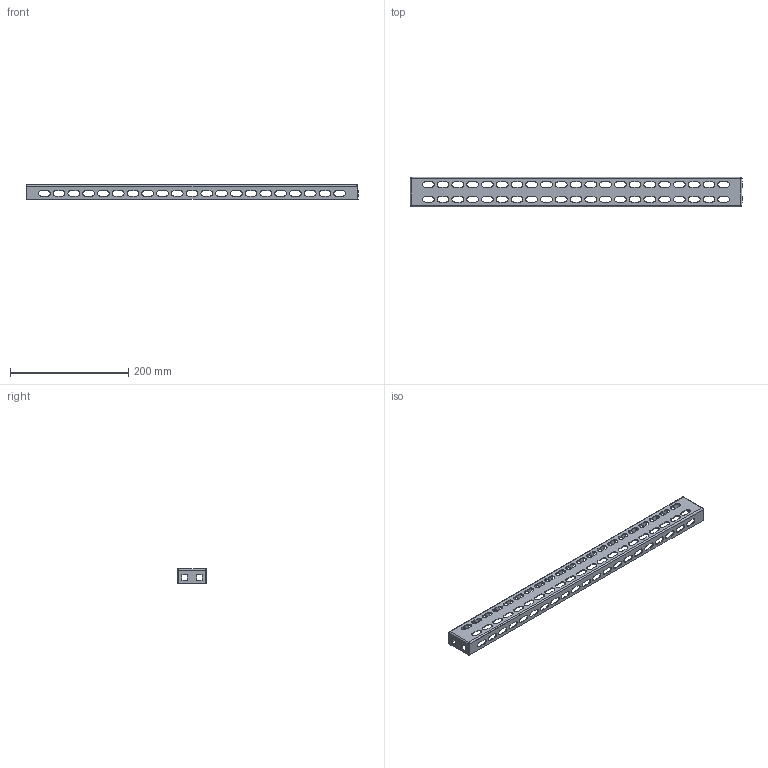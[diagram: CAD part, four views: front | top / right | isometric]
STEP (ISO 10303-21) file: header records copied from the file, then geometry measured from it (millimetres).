
FILE_DESCRIPTION (( 'STEP AP214' ), '1' );
FILE_NAME ('YKV-L-562-600 Ëîíæåðîí 562 äëÿ ÂÐÓ ÕÕÕÕõ600õÕÕÕ SMART.STEP', '2020-02-19T08:54:02', ( '' ), ( '' ), 'SwSTEP 2.0', 'SolidWorks 2017', '' );
FILE_SCHEMA (( 'AUTOMOTIVE_DESIGN' ));
Length unit declared in the file: millimetre
Products named in the file (1): YKV-L-562-600 Ëîíæåðîí 562 äëÿ ÂÐÓ ÕÕÕÕõ600õÕÕÕ SMART
Bounding box: 562 x 49.5 x 25 mm (x, y, z)
Volume: 62036 mm3; surface area: 91386.2 mm2
Topology: 1 solids, 1 shells, 432 faces, 1258 edges, 828 vertices
Faces by surface type: cylinder 218, plane 206, bspline 8
Entity records: 14916 total; most frequent: CARTESIAN_POINT 2783, ORIENTED_EDGE 2516, DIRECTION 2512, EDGE_CURVE 1258, AXIS2_PLACEMENT_3D 845, VERTEX_POINT 828, LINE 822, VECTOR 822
